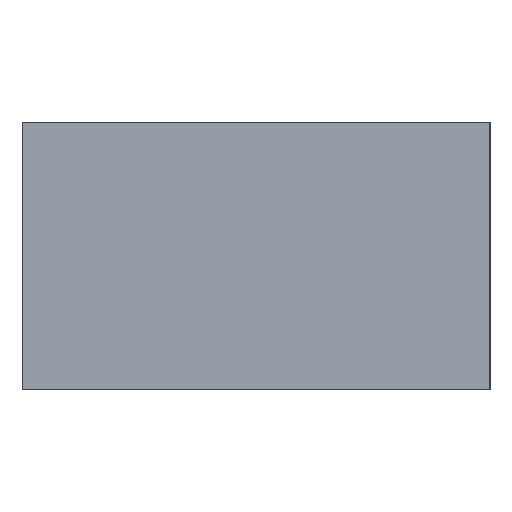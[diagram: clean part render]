
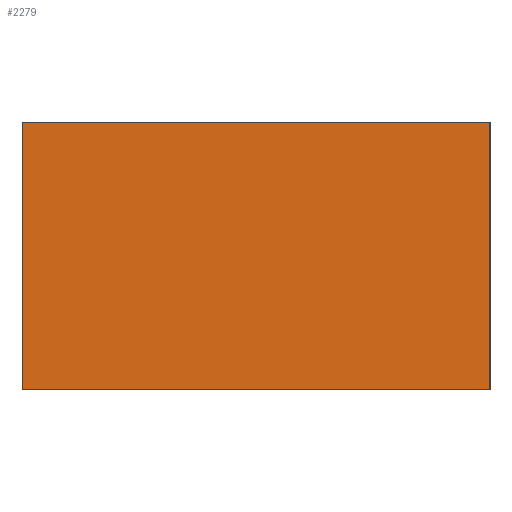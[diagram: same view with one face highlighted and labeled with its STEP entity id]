
A CAD part, left-side view. The second image highlights one B-rep face of the part: STEP entity #2279.
In plain terms, the highlighted planar face has unit normal (-1, 0, 0).
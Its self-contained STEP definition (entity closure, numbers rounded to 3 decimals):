
#165 = CARTESIAN_POINT ( 'NONE',  ( 0., 0., -40. ) ) ;
#191 = EDGE_CURVE ( 'NONE', #9298, #1316, #8916, .T. ) ;
#280 = LINE ( 'NONE', #7443, #6892 ) ;
#703 = LINE ( 'NONE', #6874, #5505 ) ;
#871 = EDGE_CURVE ( 'NONE', #9298, #1828, #703, .T. ) ;
#1194 = DIRECTION ( 'NONE',  ( 0., -1., 0. ) ) ;
#1239 = CARTESIAN_POINT ( 'NONE',  ( 0., 0., 0. ) ) ;
#1299 = CARTESIAN_POINT ( 'NONE',  ( 0., -70., 0. ) ) ;
#1316 = VERTEX_POINT ( 'NONE', #1239 ) ;
#1397 = CARTESIAN_POINT ( 'NONE',  ( 0., -70., -40. ) ) ;
#1493 = CARTESIAN_POINT ( 'NONE',  ( 0., 0., -40. ) ) ;
#1828 = VERTEX_POINT ( 'NONE', #1397 ) ;
#2279 = ADVANCED_FACE ( 'NONE', ( #7670 ), #2303, .T. ) ;
#2303 = PLANE ( 'NONE',  #6219 ) ;
#2409 = CARTESIAN_POINT ( 'NONE',  ( 0., 0., 0. ) ) ;
#3089 = VERTEX_POINT ( 'NONE', #1299 ) ;
#4370 = ORIENTED_EDGE ( 'NONE', *, *, #4826, .F. ) ;
#4490 = DIRECTION ( 'NONE',  ( 0., -1., 0. ) ) ;
#4707 = DIRECTION ( 'NONE',  ( 0., -1., 0. ) ) ;
#4826 = EDGE_CURVE ( 'NONE', #1316, #3089, #6591, .T. ) ;
#5505 = VECTOR ( 'NONE', #1194, 1000. ) ;
#5999 = EDGE_LOOP ( 'NONE', ( #4370, #7929, #7342, #7473 ) ) ;
#6219 = AXIS2_PLACEMENT_3D ( 'NONE', #7317, #8044, #4707 ) ;
#6489 = VECTOR ( 'NONE', #4490, 1000. ) ;
#6591 = LINE ( 'NONE', #2409, #6489 ) ;
#6874 = CARTESIAN_POINT ( 'NONE',  ( 0., 0., -40. ) ) ;
#6892 = VECTOR ( 'NONE', #8867, 1000. ) ;
#7224 = VECTOR ( 'NONE', #8024, 1000. ) ;
#7317 = CARTESIAN_POINT ( 'NONE',  ( 0., 0., -40. ) ) ;
#7342 = ORIENTED_EDGE ( 'NONE', *, *, #871, .T. ) ;
#7443 = CARTESIAN_POINT ( 'NONE',  ( 0., -70., -40. ) ) ;
#7473 = ORIENTED_EDGE ( 'NONE', *, *, #8257, .T. ) ;
#7670 = FACE_OUTER_BOUND ( 'NONE', #5999, .T. ) ;
#7929 = ORIENTED_EDGE ( 'NONE', *, *, #191, .F. ) ;
#8024 = DIRECTION ( 'NONE',  ( 0., 0., 1. ) ) ;
#8044 = DIRECTION ( 'NONE',  ( -1., 0., 0. ) ) ;
#8257 = EDGE_CURVE ( 'NONE', #1828, #3089, #280, .T. ) ;
#8867 = DIRECTION ( 'NONE',  ( 0., 0., 1. ) ) ;
#8916 = LINE ( 'NONE', #165, #7224 ) ;
#9298 = VERTEX_POINT ( 'NONE', #1493 ) ;
